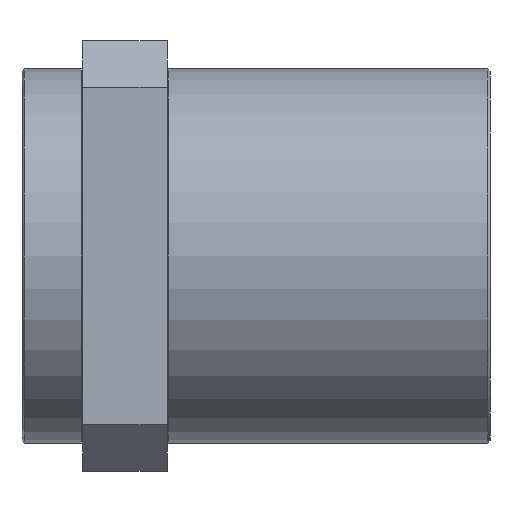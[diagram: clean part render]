
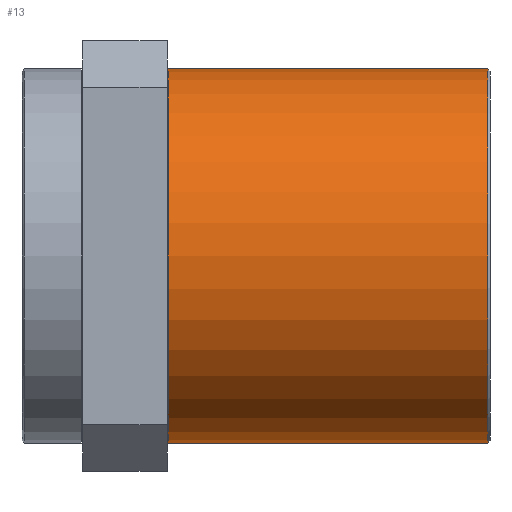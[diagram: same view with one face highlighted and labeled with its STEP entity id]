
A CAD part, front view. The second image highlights one B-rep face of the part: STEP entity #13.
In plain terms, the highlighted cylindrical face has radius 40 mm (diameter 80 mm), a partial arc.
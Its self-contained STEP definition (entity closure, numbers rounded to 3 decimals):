
#13 = ADVANCED_FACE ( 'NONE', ( #1023 ), #1087, .T. ) ;
#206 = CARTESIAN_POINT ( 'NONE',  ( -13., 0., 40. ) ) ;
#207 = DIRECTION ( 'NONE',  ( 1., 0., 0. ) ) ;
#208 = CARTESIAN_POINT ( 'NONE',  ( -13., 0., -40. ) ) ;
#209 = DIRECTION ( 'NONE',  ( 1., 0., 0. ) ) ;
#250 = CARTESIAN_POINT ( 'NONE',  ( 18.3, 0., -40. ) ) ;
#260 = CARTESIAN_POINT ( 'NONE',  ( 18.3, 0., 40. ) ) ;
#306 = CARTESIAN_POINT ( 'NONE',  ( 86.5, 0., -40. ) ) ;
#357 = CIRCLE ( 'NONE', #1525, 40. ) ;
#428 = EDGE_CURVE ( 'NONE', #1271, #1312, #1134, .T. ) ;
#444 = AXIS2_PLACEMENT_3D ( 'NONE', #1301, #1375, #1307 ) ;
#457 = EDGE_CURVE ( 'NONE', #1515, #482, #357, .T. ) ;
#482 = VERTEX_POINT ( 'NONE', #756 ) ;
#586 = EDGE_CURVE ( 'NONE', #1312, #482, #1431, .T. ) ;
#587 = EDGE_CURVE ( 'NONE', #1271, #1515, #1434, .T. ) ;
#621 = ORIENTED_EDGE ( 'NONE', *, *, #457, .T. ) ;
#689 = ORIENTED_EDGE ( 'NONE', *, *, #586, .F. ) ;
#698 = ORIENTED_EDGE ( 'NONE', *, *, #428, .F. ) ;
#724 = ORIENTED_EDGE ( 'NONE', *, *, #587, .T. ) ;
#756 = CARTESIAN_POINT ( 'NONE',  ( 86.5, 0., 40. ) ) ;
#839 = CARTESIAN_POINT ( 'NONE',  ( 18.3, 0., 0. ) ) ;
#849 = DIRECTION ( 'NONE',  ( 0., 0., -1. ) ) ;
#850 = DIRECTION ( 'NONE',  ( -1., 0., 0. ) ) ;
#856 = CARTESIAN_POINT ( 'NONE',  ( 86.5, 0., 0. ) ) ;
#877 = DIRECTION ( 'NONE',  ( 0., 0., 1. ) ) ;
#880 = DIRECTION ( 'NONE',  ( -1., 0., 0. ) ) ;
#936 = EDGE_LOOP ( 'NONE', ( #689, #698, #724, #621 ) ) ;
#1023 = FACE_OUTER_BOUND ( 'NONE', #936, .T. ) ;
#1087 = CYLINDRICAL_SURFACE ( 'NONE', #444, 40. ) ;
#1134 = CIRCLE ( 'NONE', #1521, 40. ) ;
#1271 = VERTEX_POINT ( 'NONE', #250 ) ;
#1301 = CARTESIAN_POINT ( 'NONE',  ( -13., 0., 0. ) ) ;
#1307 = DIRECTION ( 'NONE',  ( 0., 0., -1. ) ) ;
#1312 = VERTEX_POINT ( 'NONE', #260 ) ;
#1375 = DIRECTION ( 'NONE',  ( 1., 0., 0. ) ) ;
#1424 = VECTOR ( 'NONE', #207, 1000. ) ;
#1431 = LINE ( 'NONE', #206, #1424 ) ;
#1434 = LINE ( 'NONE', #208, #1435 ) ;
#1435 = VECTOR ( 'NONE', #209, 1000. ) ;
#1515 = VERTEX_POINT ( 'NONE', #306 ) ;
#1521 = AXIS2_PLACEMENT_3D ( 'NONE', #839, #880, #877 ) ;
#1525 = AXIS2_PLACEMENT_3D ( 'NONE', #856, #850, #849 ) ;
